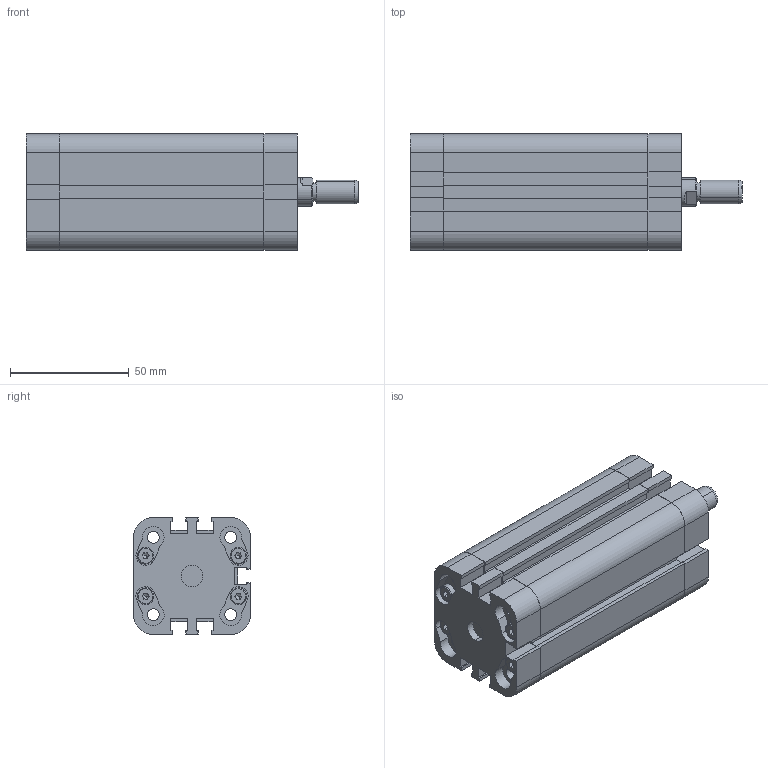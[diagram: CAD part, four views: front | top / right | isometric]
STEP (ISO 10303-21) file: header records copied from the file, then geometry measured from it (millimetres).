
FILE_DESCRIPTION (( 'STEP AP214' ), '1' );
FILE_NAME ('SM_005_032_0050_NP.STEP', '2019-11-13T14:26:41', ( '' ), ( '' ), 'SwSTEP 2.0', 'SolidWorks 2019', '' );
FILE_SCHEMA (( 'AUTOMOTIVE_DESIGN' ));
Length unit declared in the file: millimetre
Products named in the file (23): Kopia SMART - U. t³oka S^T³ok kpl_SM PSM-L_U. tˆoka S - D032; socket head thin cap screw_din_DIN 7984 - M6 x 20 --- 17N; Kopia Tuleja prowadzｹca^Pokrywa prz kpl_SM PSM-L_Tuleja prowadz･ca - D032; T硂k kpl^SM PSM-L_T坥k kpl - D032; Przek³adka SM_PSM_D025-032; Kopia Pokrywa ty³^Pokrywa ty³ kpl_SM PSM-L_Smart - Pok tyˆ - D032; SM_005_032_0050_NP; Kopia SMART - U. t硂czyska^Pokrywa prz骴 kpl_SM PSM-L_U. t坥czyska - D032; Tuleja^SM PSM-L_Tuleja - D032; Kopia SMART - U. typ Oring - pokrywa^Pokrywa tyｳ kpl_SM PSM-L_U. typ Oring - D032; Kopia T硂k_T坥k - D032; Pokrywa ty³ kpl^SM PSM-L_Pok tyˆ - D032; socket head thin cap screw_din_DIN 7984 - M4 x 18 --- 15.9N; Sprêzyna SM_PSM_L_032_L1 napi©cie wst©pne; Kopia Magnes^T³ok kpl_SM PSM-L_Magnes D032; Kopia SMART - U. t硂ka lu焠a^T硂k kpl_SM PSM-L_U. t坥ka lu玭a - D032; Pokrywa przód kpl^SM PSM-L_Pokrywa prz¢d kpl - D032; Kopia Pokrywa przód_Smart - Pok prz¢d - D032; Sprêzyna SM_PSM_L_032_Lo w spoczynku; T³oczysko^SM PSM-L_Tˆoczysko - D032; Kopia Pierœcieñ prowadz¹cy^T³ok kpl_SM PSM-L_Pier˜cieä prowadz¥cy D032; Kopia SMART - U. typ Oring - pokrywa^Pokrywa prz kpl_SM PSM-L_U. typ Oring - D032; Kopia SMART - U. t硂ka wklejana^T硂k kpl_SM PSM-L_U. t坥ka wklejana - D032
Assembly tree (29 placements, depth 3):
  SM_005_032_0050_NP
    Pokrywa przód kpl^SM PSM-L_Pokrywa prz¢d kpl - D032
      Kopia Pokrywa przód_Smart - Pok prz¢d - D032
      Kopia SMART - U. typ Oring - pokrywa^Pokrywa prz kpl_SM PSM-L_U. typ Oring - D032
      Kopia Tuleja prowadzｹca^Pokrywa prz kpl_SM PSM-L_Tuleja prowadz･ca - D032
      Kopia SMART - U. t硂czyska^Pokrywa prz骴 kpl_SM PSM-L_U. t坥czyska - D032
    Tuleja^SM PSM-L_Tuleja - D032
    Pokrywa ty³ kpl^SM PSM-L_Pok tyˆ - D032
      Kopia Pokrywa ty³^Pokrywa ty³ kpl_SM PSM-L_Smart - Pok tyˆ - D032
      Kopia SMART - U. typ Oring - pokrywa^Pokrywa tyｳ kpl_SM PSM-L_U. typ Oring - D032
    T硂k kpl^SM PSM-L_T坥k kpl - D032
      Kopia T硂k_T坥k - D032
      Kopia Magnes^T³ok kpl_SM PSM-L_Magnes D032
      Kopia Pierœcieñ prowadz¹cy^T³ok kpl_SM PSM-L_Pier˜cieä prowadz¥cy D032
      Kopia SMART - U. t硂ka lu焠a^T硂k kpl_SM PSM-L_U. t坥ka lu玭a - D032
      Kopia SMART - U. t硂ka wklejana^T硂k kpl_SM PSM-L_U. t坥ka wklejana - D032
      Kopia SMART - U. t³oka S^T³ok kpl_SM PSM-L_U. tˆoka S - D032
    T³oczysko^SM PSM-L_Tˆoczysko - D032
    socket head thin cap screw_din_DIN 7984 - M6 x 20 --- 17N
    socket head thin cap screw_din_DIN 7984 - M4 x 18 --- 15.9N  x8
    Przek³adka SM_PSM_D025-032
    Sprêzyna SM_PSM_L_032_L1 napi©cie wst©pne
    Sprêzyna SM_PSM_L_032_Lo w spoczynku
Bounding box: 139.5 x 49 x 49 mm (x, y, z)
Volume: 141767.5 mm3; surface area: 102394.4 mm2
Topology: 27 solids, 27 shells, 1053 faces, 2595 edges, 1659 vertices
Faces by surface type: plane 520, cylinder 288, bspline 126, cone 83, torus 36
Entity records: 37101 total; most frequent: CARTESIAN_POINT 15268, ORIENTED_EDGE 4366, DIRECTION 4102, EDGE_CURVE 2183, VERTEX_POINT 1428, AXIS2_PLACEMENT_3D 1408, VECTOR 1286, LINE 1286
